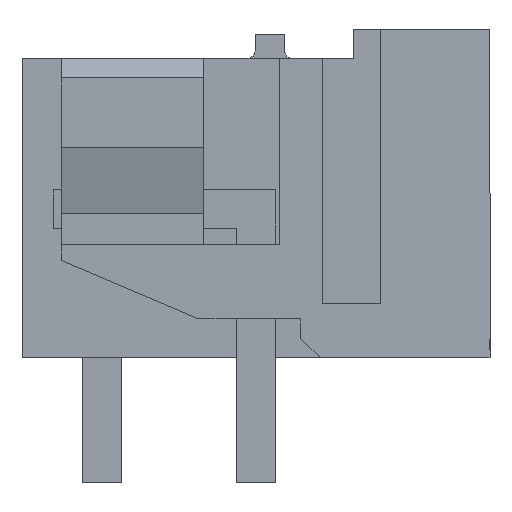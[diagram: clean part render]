
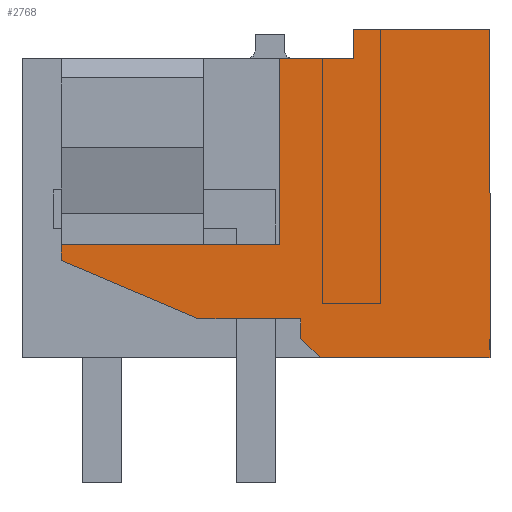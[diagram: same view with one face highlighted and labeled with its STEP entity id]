
A CAD part, left-side view. The second image highlights one B-rep face of the part: STEP entity #2768.
In plain terms, the highlighted planar face has unit normal (-1, 0, 0).
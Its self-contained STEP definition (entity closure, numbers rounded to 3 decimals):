
#2728=AXIS2_PLACEMENT_3D('Plane Axis2P3D',#2725,#2726,#2727) ;
#254=CARTESIAN_POINT('Vertex',(0.,0.,3.2)) ;
#259=CARTESIAN_POINT('Line Origine',(0.,2.177,3.2)) ;
#263=CARTESIAN_POINT('Vertex',(0.,4.354,3.2)) ;
#408=CARTESIAN_POINT('Vertex',(0.,5.4,10.88)) ;
#411=CARTESIAN_POINT('Line Origine',(0.,4.45,10.88)) ;
#415=CARTESIAN_POINT('Vertex',(0.,3.5,10.88)) ;
#1346=CARTESIAN_POINT('Line Origine',(0.,11.,5.905)) ;
#1350=CARTESIAN_POINT('Vertex',(0.,11.,6.11)) ;
#1352=CARTESIAN_POINT('Vertex',(0.,11.,5.701)) ;
#1454=CARTESIAN_POINT('Vertex',(0.,7.465,4.203)) ;
#1457=CARTESIAN_POINT('Line Origine',(0.,9.232,4.952)) ;
#1478=CARTESIAN_POINT('Vertex',(0.,4.854,4.203)) ;
#1481=CARTESIAN_POINT('Line Origine',(0.,6.159,4.203)) ;
#1536=CARTESIAN_POINT('Vertex',(0.,4.854,3.7)) ;
#1539=CARTESIAN_POINT('Line Origine',(0.,4.854,3.951)) ;
#1556=CARTESIAN_POINT('Line Origine',(0.,4.604,3.45)) ;
#1579=CARTESIAN_POINT('Vertex',(0.,0.,11.63)) ;
#1582=CARTESIAN_POINT('Line Origine',(0.,0.,7.415)) ;
#2725=CARTESIAN_POINT('Axis2P3D Location',(0.,12.,1.7)) ;
#2730=CARTESIAN_POINT('Line Origine',(0.,1.75,11.63)) ;
#2734=CARTESIAN_POINT('Vertex',(0.,3.5,11.63)) ;
#2737=CARTESIAN_POINT('Line Origine',(0.,3.5,11.255)) ;
#2742=CARTESIAN_POINT('Line Origine',(0.,5.4,8.495)) ;
#2746=CARTESIAN_POINT('Vertex',(0.,5.4,6.11)) ;
#2749=CARTESIAN_POINT('Line Origine',(0.,8.2,6.11)) ;
#260=DIRECTION('Vector Direction',(0.,1.,0.)) ;
#412=DIRECTION('Vector Direction',(0.,1.,0.)) ;
#1347=DIRECTION('Vector Direction',(0.,0.,1.)) ;
#1458=DIRECTION('Vector Direction',(0.,0.921,0.39)) ;
#1482=DIRECTION('Vector Direction',(0.,-1.,0.)) ;
#1540=DIRECTION('Vector Direction',(0.,0.,-1.)) ;
#1557=DIRECTION('Vector Direction',(0.,0.707,0.707)) ;
#1583=DIRECTION('Vector Direction',(0.,0.,-1.)) ;
#2726=DIRECTION('Axis2P3D Direction',(-1.,0.,0.)) ;
#2727=DIRECTION('Axis2P3D XDirection',(0.,-1.,0.)) ;
#2731=DIRECTION('Vector Direction',(0.,1.,0.)) ;
#2738=DIRECTION('Vector Direction',(0.,0.,1.)) ;
#2743=DIRECTION('Vector Direction',(0.,0.,-1.)) ;
#2750=DIRECTION('Vector Direction',(0.,1.,0.)) ;
#261=VECTOR('Line Direction',#260,1.) ;
#413=VECTOR('Line Direction',#412,1.) ;
#1348=VECTOR('Line Direction',#1347,1.) ;
#1459=VECTOR('Line Direction',#1458,1.) ;
#1483=VECTOR('Line Direction',#1482,1.) ;
#1541=VECTOR('Line Direction',#1540,1.) ;
#1558=VECTOR('Line Direction',#1557,1.) ;
#1584=VECTOR('Line Direction',#1583,1.) ;
#2732=VECTOR('Line Direction',#2731,1.) ;
#2739=VECTOR('Line Direction',#2738,1.) ;
#2744=VECTOR('Line Direction',#2743,1.) ;
#2751=VECTOR('Line Direction',#2750,1.) ;
#2755=ORIENTED_EDGE('',*,*,#2736,.T.) ;
#2756=ORIENTED_EDGE('',*,*,#2741,.T.) ;
#2757=ORIENTED_EDGE('',*,*,#417,.T.) ;
#2758=ORIENTED_EDGE('',*,*,#2748,.T.) ;
#2759=ORIENTED_EDGE('',*,*,#2753,.T.) ;
#2760=ORIENTED_EDGE('',*,*,#1354,.T.) ;
#2761=ORIENTED_EDGE('',*,*,#1461,.T.) ;
#2762=ORIENTED_EDGE('',*,*,#1485,.T.) ;
#2763=ORIENTED_EDGE('',*,*,#1543,.T.) ;
#2764=ORIENTED_EDGE('',*,*,#1560,.T.) ;
#2765=ORIENTED_EDGE('',*,*,#265,.T.) ;
#2766=ORIENTED_EDGE('',*,*,#1586,.T.) ;
#2768=ADVANCED_FACE('HOUSING',(#2767),#2729,.T.) ;
#265=EDGE_CURVE('',#264,#255,#262,.F.) ;
#417=EDGE_CURVE('',#416,#409,#414,.T.) ;
#1354=EDGE_CURVE('',#1351,#1353,#1349,.F.) ;
#1461=EDGE_CURVE('',#1353,#1455,#1460,.F.) ;
#1485=EDGE_CURVE('',#1455,#1479,#1484,.T.) ;
#1543=EDGE_CURVE('',#1479,#1537,#1542,.T.) ;
#1560=EDGE_CURVE('',#1537,#264,#1559,.F.) ;
#1586=EDGE_CURVE('',#255,#1580,#1585,.F.) ;
#2736=EDGE_CURVE('',#1580,#2735,#2733,.T.) ;
#2741=EDGE_CURVE('',#2735,#416,#2740,.F.) ;
#2748=EDGE_CURVE('',#409,#2747,#2745,.T.) ;
#2753=EDGE_CURVE('',#2747,#1351,#2752,.T.) ;
#2754=EDGE_LOOP('',(#2755,#2756,#2757,#2758,#2759,#2760,#2761,#2762,#2763,#2764,#2765,#2766)) ;
#2767=FACE_OUTER_BOUND('',#2754,.T.) ;
#262=LINE('Line',#259,#261) ;
#414=LINE('Line',#411,#413) ;
#1349=LINE('Line',#1346,#1348) ;
#1460=LINE('Line',#1457,#1459) ;
#1484=LINE('Line',#1481,#1483) ;
#1542=LINE('Line',#1539,#1541) ;
#1559=LINE('Line',#1556,#1558) ;
#1585=LINE('Line',#1582,#1584) ;
#2733=LINE('Line',#2730,#2732) ;
#2740=LINE('Line',#2737,#2739) ;
#2745=LINE('Line',#2742,#2744) ;
#2752=LINE('Line',#2749,#2751) ;
#2729=PLANE('',#2728) ;
#255=VERTEX_POINT('',#254) ;
#264=VERTEX_POINT('',#263) ;
#409=VERTEX_POINT('',#408) ;
#416=VERTEX_POINT('',#415) ;
#1351=VERTEX_POINT('',#1350) ;
#1353=VERTEX_POINT('',#1352) ;
#1455=VERTEX_POINT('',#1454) ;
#1479=VERTEX_POINT('',#1478) ;
#1537=VERTEX_POINT('',#1536) ;
#1580=VERTEX_POINT('',#1579) ;
#2735=VERTEX_POINT('',#2734) ;
#2747=VERTEX_POINT('',#2746) ;
